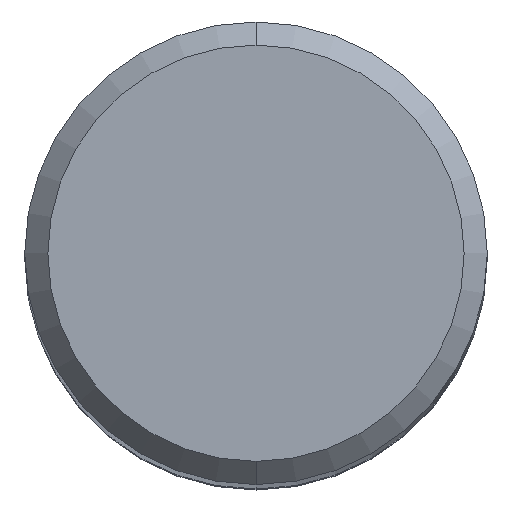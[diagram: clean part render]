
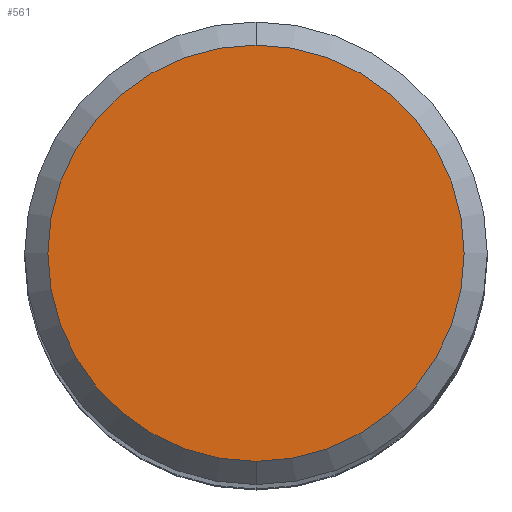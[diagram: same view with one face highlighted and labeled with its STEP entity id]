
A CAD part, top view. The second image highlights one B-rep face of the part: STEP entity #561.
In plain terms, the highlighted planar face has unit normal (0, 0, 1).
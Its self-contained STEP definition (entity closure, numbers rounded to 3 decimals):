
#213=EDGE_CURVE('',#513,#549,#588,.T.);
#461=EDGE_CURVE('',#549,#513,#866,.T.);
#513=VERTEX_POINT('',#921);
#549=VERTEX_POINT('',#960);
#561=ADVANCED_FACE('',(#974),#975,.T.);
#588=CIRCLE('',#998,4.5);
#866=CIRCLE('',#1523,4.5);
#921=CARTESIAN_POINT('',(0.0,4.5,0.0));
#960=CARTESIAN_POINT('',(0.,-4.5,0.0));
#974=FACE_OUTER_BOUND('',#1748,.T.);
#975=PLANE('',#1749);
#998=AXIS2_PLACEMENT_3D('',#1760,#1761,#1762);
#1523=AXIS2_PLACEMENT_3D('',#2082,#2083,#2084);
#1748=EDGE_LOOP('',(#2200,#2201));
#1749=AXIS2_PLACEMENT_3D('',#2202,#2203,#2204);
#1760=CARTESIAN_POINT('',(0.0,0.0,0.0));
#1761=DIRECTION('',(0.0,0.0,-1.0));
#1762=DIRECTION('',(0.0,1.0,0.0));
#2082=CARTESIAN_POINT('',(0.0,0.0,0.0));
#2083=DIRECTION('',(0.0,0.0,-1.0));
#2084=DIRECTION('',(0.0,1.0,0.0));
#2200=ORIENTED_EDGE('',*,*,#213,.F.);
#2201=ORIENTED_EDGE('',*,*,#461,.F.);
#2202=CARTESIAN_POINT('',(0.0,2.25,0.0));
#2203=DIRECTION('',(-0.0,0.0,1.0));
#2204=DIRECTION('',(0.0,-1.0,0.0));
